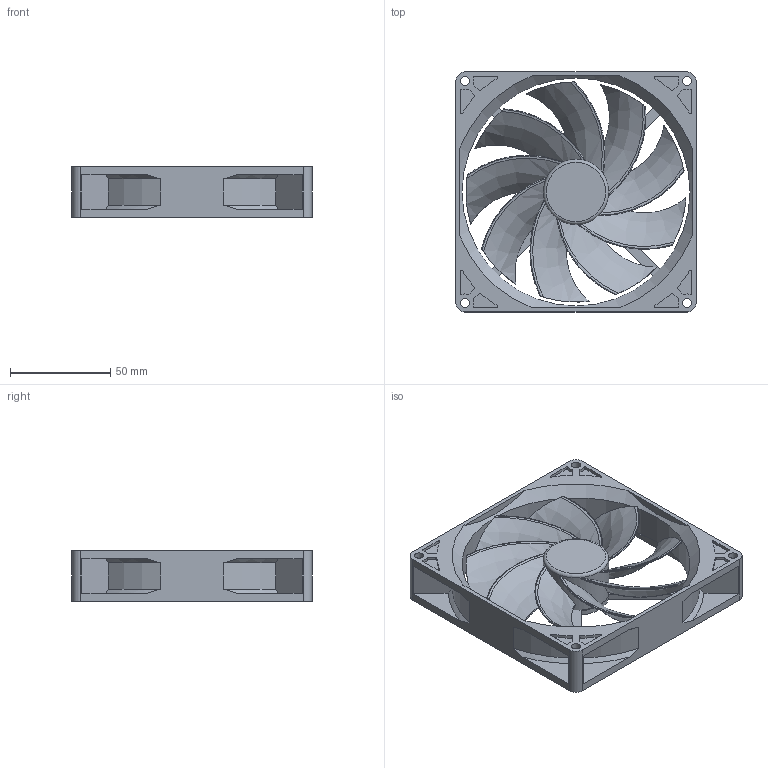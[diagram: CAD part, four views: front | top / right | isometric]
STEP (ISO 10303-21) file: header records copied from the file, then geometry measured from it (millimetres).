
FILE_DESCRIPTION(/* description */ (''),/* implementation_level */ '2;1');
FILE_NAME(/* name */ '59b1e708-6742-4fd4-9e85-8fea466b8e99.stp',/* time_stamp */ '2017-10-21T20:57:02+00:00',/* author */ (''),/* organization */ (''),/* preprocessor_version */ 'ST-DEVELOPER v16.13',/* originating_system */ 'Autodesk Translation Framework v6.5.0.72',/* authorisation */ '');
FILE_SCHEMA (('AUTOMOTIVE_DESIGN { 1 0 10303 214 3 1 1 }'));
Length unit declared in the file: millimetre
Products named in the file (2): Fan v4; Fan_propeller v2
Assembly tree (1 placements, depth 2):
  Fan v4
    Fan_propeller v2
Bounding box: 120 x 120 x 25 mm (x, y, z)
Volume: 95557.1 mm3; surface area: 63625.2 mm2
Topology: 2 solids, 2 shells, 312 faces, 834 edges, 558 vertices
Faces by surface type: cylinder 131, plane 117, bspline 45, cone 18, torus 1
Full cylindrical faces by diameter (mm): 4.5 x4, 6.8 x4, 32.6 x1, 114 x1
Entity records: 11411 total; most frequent: CARTESIAN_POINT 3622, ORIENTED_EDGE 1668, DIRECTION 1578, EDGE_CURVE 834, AXIS2_PLACEMENT_3D 602, VERTEX_POINT 558, LINE 374, VECTOR 374
